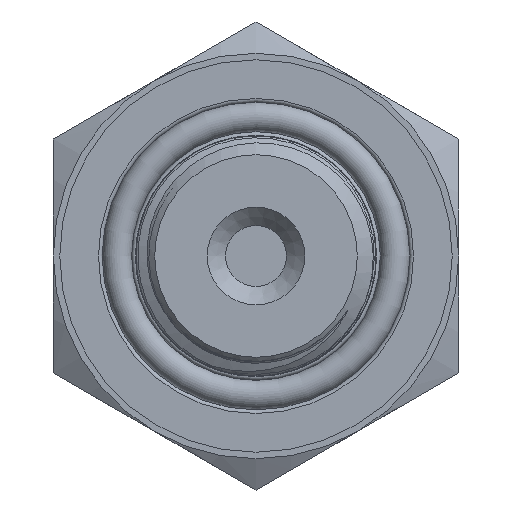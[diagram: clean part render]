
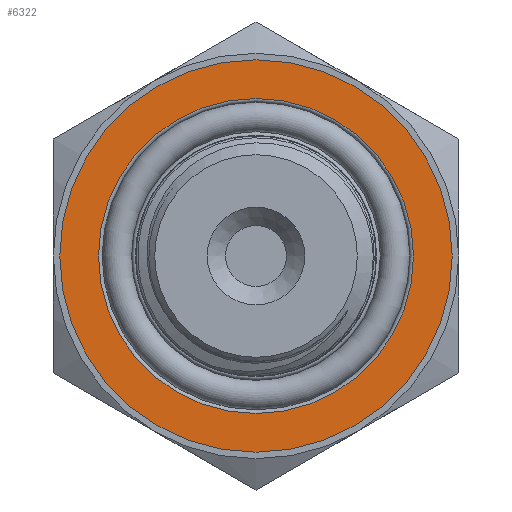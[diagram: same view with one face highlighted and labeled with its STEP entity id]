
A CAD part, left-side view. The second image highlights one B-rep face of the part: STEP entity #6322.
In plain terms, the highlighted planar face has unit normal (-1, 0, 0).
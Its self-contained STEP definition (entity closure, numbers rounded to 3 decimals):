
#350=PLANE('',#6511);
#389=FACE_BOUND('',#1128,.T.);
#735=FACE_OUTER_BOUND('',#1127,.T.);
#1127=EDGE_LOOP('',(#5762));
#1128=EDGE_LOOP('',(#5763));
#1229=CIRCLE('',#6512,10.65);
#1230=CIRCLE('',#6513,8.55);
#3017=VERTEX_POINT('',#19215);
#3018=VERTEX_POINT('',#19217);
#3948=EDGE_CURVE('',#3017,#3017,#1229,.T.);
#3949=EDGE_CURVE('',#3018,#3018,#1230,.T.);
#5762=ORIENTED_EDGE('',*,*,#3948,.F.);
#5763=ORIENTED_EDGE('',*,*,#3949,.T.);
#6322=ADVANCED_FACE('',(#735,#389),#350,.T.);
#6511=AXIS2_PLACEMENT_3D('',#19214,#7138,#7139);
#6512=AXIS2_PLACEMENT_3D('',#19216,#7140,#7141);
#6513=AXIS2_PLACEMENT_3D('',#19218,#7142,#7143);
#7138=DIRECTION('center_axis',(-1.,0.,0.));
#7139=DIRECTION('ref_axis',(0.,0.,1.));
#7140=DIRECTION('center_axis',(1.,0.,0.));
#7141=DIRECTION('ref_axis',(0.,0.,-1.));
#7142=DIRECTION('center_axis',(1.,0.,0.));
#7143=DIRECTION('ref_axis',(0.,0.,-1.));
#19214=CARTESIAN_POINT('Origin',(-31.7,10.65,0.));
#19215=CARTESIAN_POINT('',(-31.7,-10.65,0.));
#19216=CARTESIAN_POINT('Origin',(-31.7,0.,
0.));
#19217=CARTESIAN_POINT('',(-31.7,0.,8.55));
#19218=CARTESIAN_POINT('Origin',(-31.7,0.,
0.));
